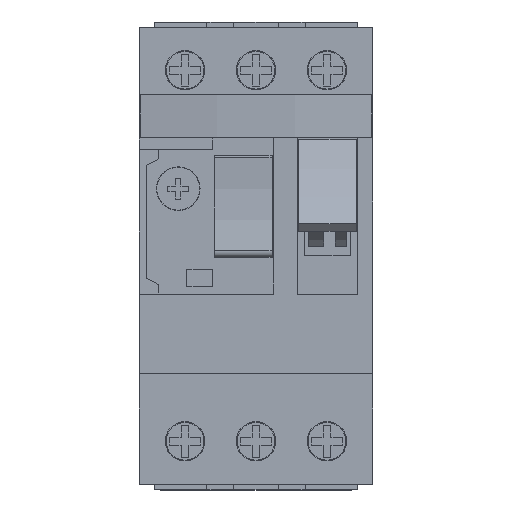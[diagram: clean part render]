
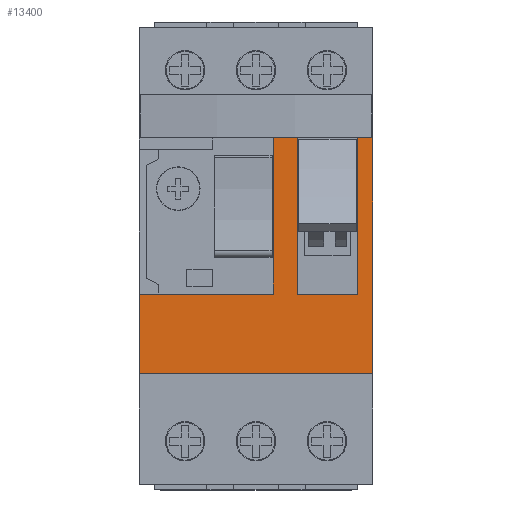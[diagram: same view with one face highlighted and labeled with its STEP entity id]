
A CAD part, top view. The second image highlights one B-rep face of the part: STEP entity #13400.
In plain terms, the highlighted planar face has unit normal (0, 0, 1).
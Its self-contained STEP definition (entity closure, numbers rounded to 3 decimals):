
#12222=DIRECTION('',(-1.,0.,0.));
#12223=VECTOR('',#12222,2.9);
#12224=CARTESIAN_POINT('',(44.5,66.879,66.746));
#12225=LINE('',#12224,#12223);
#12238=DIRECTION('',(-1.,0.,0.));
#12239=VECTOR('',#12238,4.55);
#12240=CARTESIAN_POINT('',(30.1,66.879,66.746));
#12241=LINE('',#12240,#12239);
#12246=DIRECTION('',(0.,1.,0.));
#12247=VECTOR('',#12246,29.7);
#12248=CARTESIAN_POINT('',(41.6,37.179,66.737));
#12249=LINE('',#12248,#12247);
#12250=DIRECTION('',(-1.,0.,0.));
#12251=VECTOR('',#12250,44.5);
#12252=CARTESIAN_POINT('',(44.5,22.104,66.732));
#12253=LINE('',#12252,#12251);
#12254=DIRECTION('',(1.,0.,0.));
#12255=VECTOR('',#12254,25.55);
#12256=CARTESIAN_POINT('',(0.,37.179,66.737));
#12257=LINE('',#12256,#12255);
#12258=DIRECTION('',(0.,1.,0.));
#12259=VECTOR('',#12258,29.7);
#12260=CARTESIAN_POINT('',(25.55,37.179,66.737));
#12261=LINE('',#12260,#12259);
#12262=DIRECTION('',(0.,-1.,0.));
#12263=VECTOR('',#12262,29.7);
#12264=CARTESIAN_POINT('',(30.1,66.879,66.746));
#12265=LINE('',#12264,#12263);
#12266=DIRECTION('',(1.,0.,0.));
#12267=VECTOR('',#12266,11.5);
#12268=CARTESIAN_POINT('',(30.1,37.179,66.737));
#12269=LINE('',#12268,#12267);
#12290=DIRECTION('',(0.,1.,0.));
#12291=VECTOR('',#12290,44.775);
#12292=CARTESIAN_POINT('',(44.5,22.104,66.732));
#12293=LINE('',#12292,#12291);
#12418=DIRECTION('',(0.,1.,0.));
#12419=VECTOR('',#12418,15.075);
#12420=CARTESIAN_POINT('',(0.,22.104,66.732));
#12421=LINE('',#12420,#12419);
#12873=CARTESIAN_POINT('',(44.5,22.104,66.732));
#12875=VERTEX_POINT('',#12873);
#12876=CARTESIAN_POINT('',(44.5,66.879,66.746));
#12877=VERTEX_POINT('',#12876);
#12881=CARTESIAN_POINT('',(0.,22.104,66.732));
#12883=VERTEX_POINT('',#12881);
#12892=CARTESIAN_POINT('',(41.6,37.179,66.737));
#12893=CARTESIAN_POINT('',(41.6,66.879,66.746));
#12894=VERTEX_POINT('',#12892);
#12895=VERTEX_POINT('',#12893);
#12896=CARTESIAN_POINT('',(30.1,66.879,66.746));
#12897=CARTESIAN_POINT('',(30.1,37.179,66.737));
#12898=VERTEX_POINT('',#12896);
#12899=VERTEX_POINT('',#12897);
#12900=CARTESIAN_POINT('',(25.55,37.179,66.737));
#12901=CARTESIAN_POINT('',(25.55,66.879,66.746));
#12902=VERTEX_POINT('',#12900);
#12903=VERTEX_POINT('',#12901);
#12910=CARTESIAN_POINT('',(0.,37.179,66.737));
#12911=VERTEX_POINT('',#12910);
#13375=CARTESIAN_POINT('',(44.5,22.104,66.732));
#13376=DIRECTION('',(0.,0.,1.));
#13377=DIRECTION('',(0.,1.,0.));
#13378=AXIS2_PLACEMENT_3D('',#13375,#13376,#13377);
#13379=PLANE('',#13378);
#13381=ORIENTED_EDGE('',*,*,#13380,.T.);
#13382=ORIENTED_EDGE('',*,*,#13347,.F.);
#13384=ORIENTED_EDGE('',*,*,#13383,.F.);
#13386=ORIENTED_EDGE('',*,*,#13385,.T.);
#13388=ORIENTED_EDGE('',*,*,#13387,.T.);
#13390=ORIENTED_EDGE('',*,*,#13389,.T.);
#13392=ORIENTED_EDGE('',*,*,#13391,.T.);
#13393=ORIENTED_EDGE('',*,*,#13354,.F.);
#13395=ORIENTED_EDGE('',*,*,#13394,.T.);
#13397=ORIENTED_EDGE('',*,*,#13396,.T.);
#13398=EDGE_LOOP('',(#13381,#13382,#13384,#13386,#13388,#13390,#13392,#13393,
#13395,#13397));
#13399=FACE_OUTER_BOUND('',#13398,.F.);
#13347=EDGE_CURVE('',#12877,#12895,#12225,.T.);
#13354=EDGE_CURVE('',#12898,#12903,#12241,.T.);
#13380=EDGE_CURVE('',#12894,#12895,#12249,.T.);
#13383=EDGE_CURVE('',#12875,#12877,#12293,.T.);
#13385=EDGE_CURVE('',#12875,#12883,#12253,.T.);
#13387=EDGE_CURVE('',#12883,#12911,#12421,.T.);
#13389=EDGE_CURVE('',#12911,#12902,#12257,.T.);
#13391=EDGE_CURVE('',#12902,#12903,#12261,.T.);
#13394=EDGE_CURVE('',#12898,#12899,#12265,.T.);
#13396=EDGE_CURVE('',#12899,#12894,#12269,.T.);
#13400=ADVANCED_FACE('',(#13399),#13379,.T.);
